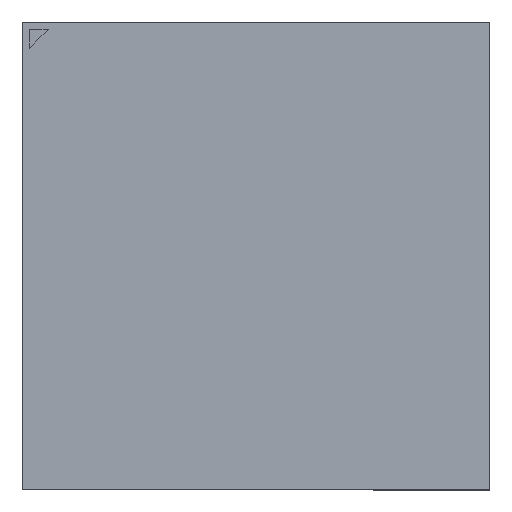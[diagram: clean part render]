
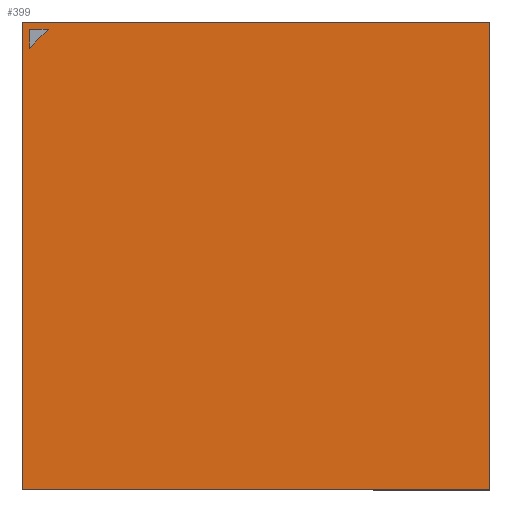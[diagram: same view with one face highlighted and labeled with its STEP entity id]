
A CAD part, top view. The second image highlights one B-rep face of the part: STEP entity #399.
In plain terms, the highlighted free-form (B-spline) face has degree [1, 1] with [2, 2] control points.
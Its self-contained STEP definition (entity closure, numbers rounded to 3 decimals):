
#266=CARTESIAN_POINT('',(-12.1,12.1,2.2));
#267=VERTEX_POINT('',#266);
#274=CARTESIAN_POINT('',(-12.1,11.1,2.2));
#275=VERTEX_POINT('',#274);
#276=CARTESIAN_POINT('',(-12.1,11.1,2.2));
#277=DIRECTION('',(0.0,1.0,0.0));
#278=VECTOR('',#277,1.0);
#279=LINE('',#276,#278);
#280=EDGE_CURVE('',#275,#267,#279,.T.);
#305=CARTESIAN_POINT('',(-11.1,12.1,2.2));
#306=VERTEX_POINT('',#305);
#307=CARTESIAN_POINT('',(-11.1,12.1,2.2));
#308=DIRECTION('',(-0.707,-0.707,0.0));
#309=VECTOR('',#308,1.414);
#310=LINE('',#307,#309);
#311=EDGE_CURVE('',#306,#275,#310,.T.);
#334=CARTESIAN_POINT('',(-12.1,12.1,2.2));
#335=DIRECTION('',(1.0,0.0,0.0));
#336=VECTOR('',#335,1.0);
#337=LINE('',#334,#336);
#338=EDGE_CURVE('',#267,#306,#337,.T.);
#355=CARTESIAN_POINT('',(-12.5,-12.5,2.2));
#356=CARTESIAN_POINT('',(12.5,-12.5,2.2));
#357=CARTESIAN_POINT('',(-12.5,12.5,2.2));
#358=CARTESIAN_POINT('',(12.5,12.5,2.2));
#359=B_SPLINE_SURFACE_WITH_KNOTS('',1,1,((#355,#357),(#356,#358)),.UNSPECIFIED.,.F.,.F.,.U.,(2,2),(2,2),(0.0,25.),(0.0,25.),.UNSPECIFIED.);
#360=CARTESIAN_POINT('',(12.5,12.5,2.2));
#361=VERTEX_POINT('',#360);
#362=CARTESIAN_POINT('',(12.5,-12.5,2.2));
#363=VERTEX_POINT('',#362);
#364=CARTESIAN_POINT('',(12.5,12.5,2.2));
#365=DIRECTION('',(0.0,-1.0,0.0));
#366=VECTOR('',#365,25.);
#367=LINE('',#364,#366);
#368=EDGE_CURVE('',#361,#363,#367,.T.);
#369=ORIENTED_EDGE('',*,*,#368,.F.);
#370=CARTESIAN_POINT('',(-12.5,12.5,2.2));
#371=VERTEX_POINT('',#370);
#372=CARTESIAN_POINT('',(-12.5,12.5,2.2));
#373=DIRECTION('',(1.0,0.0,0.0));
#374=VECTOR('',#373,25.);
#375=LINE('',#372,#374);
#376=EDGE_CURVE('',#371,#361,#375,.T.);
#377=ORIENTED_EDGE('',*,*,#376,.F.);
#378=CARTESIAN_POINT('',(-12.5,-12.5,2.2));
#379=VERTEX_POINT('',#378);
#380=CARTESIAN_POINT('',(-12.5,-12.5,2.2));
#381=DIRECTION('',(0.0,1.0,0.0));
#382=VECTOR('',#381,25.);
#383=LINE('',#380,#382);
#384=EDGE_CURVE('',#379,#371,#383,.T.);
#385=ORIENTED_EDGE('',*,*,#384,.F.);
#386=CARTESIAN_POINT('',(12.5,-12.5,2.2));
#387=DIRECTION('',(-1.0,0.0,0.0));
#388=VECTOR('',#387,25.);
#389=LINE('',#386,#388);
#390=EDGE_CURVE('',#363,#379,#389,.T.);
#391=ORIENTED_EDGE('',*,*,#390,.F.);
#392=EDGE_LOOP('',(#369,#377,#385,#391));
#393=FACE_OUTER_BOUND('',#392,.T.);
#394=ORIENTED_EDGE('',*,*,#280,.T.);
#395=ORIENTED_EDGE('',*,*,#338,.T.);
#396=ORIENTED_EDGE('',*,*,#311,.T.);
#397=EDGE_LOOP('',(#394,#395,#396));
#398=FACE_BOUND('',#397,.T.);
#399=ADVANCED_FACE('',(#393,#398),#359,.T.);
